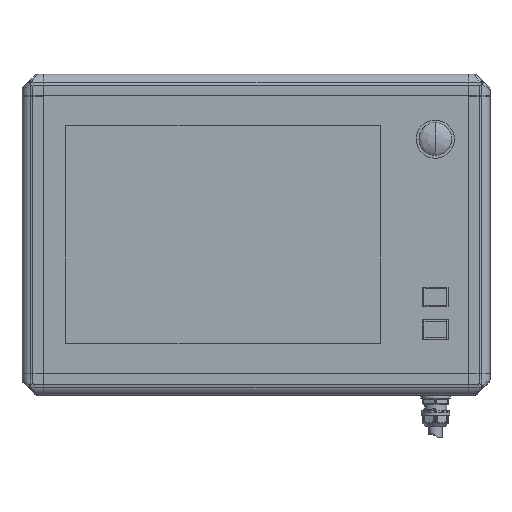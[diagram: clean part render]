
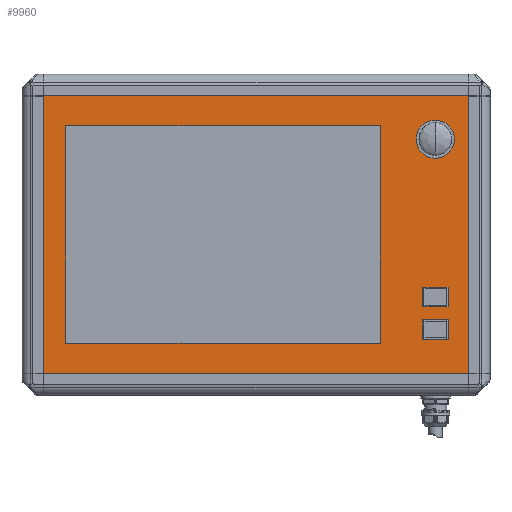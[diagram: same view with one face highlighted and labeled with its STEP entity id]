
A CAD part, top view. The second image highlights one B-rep face of the part: STEP entity #9960.
In plain terms, the highlighted planar face has unit normal (0, 0, 1).
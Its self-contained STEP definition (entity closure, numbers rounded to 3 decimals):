
#226 = CIRCLE ( 'NONE', #8320, 8.05 ) ;
#593 = EDGE_LOOP ( 'NONE', ( #13594, #19273, #16013, #38315 ) ) ;
#703 = CARTESIAN_POINT ( 'NONE',  ( 172.8, -87.25, 0. ) ) ;
#850 = VERTEX_POINT ( 'NONE', #20327 ) ;
#1378 = VERTEX_POINT ( 'NONE', #52504 ) ;
#1532 = EDGE_CURVE ( 'NONE', #13753, #10830, #42040, .T. ) ;
#1647 = EDGE_CURVE ( 'NONE', #1963, #14312, #38198, .T. ) ;
#1864 = CARTESIAN_POINT ( 'NONE',  ( 156.7, -57.25, 0. ) ) ;
#1963 = VERTEX_POINT ( 'NONE', #15560 ) ;
#2483 = PLANE ( 'NONE',  #11883 ) ;
#2521 = DIRECTION ( 'NONE',  ( 1., 0., 0. ) ) ;
#2579 = AXIS2_PLACEMENT_3D ( 'NONE', #48898, #53367, #48343 ) ;
#4035 = CARTESIAN_POINT ( 'NONE',  ( 195., 127.5, 0. ) ) ;
#4257 = EDGE_LOOP ( 'NONE', ( #46802, #7125, #24314, #30393 ) ) ;
#5588 = VERTEX_POINT ( 'NONE', #25885 ) ;
#6163 = VERTEX_POINT ( 'NONE', #19027 ) ;
#6381 = ORIENTED_EDGE ( 'NONE', *, *, #48115, .F. ) ;
#7125 = ORIENTED_EDGE ( 'NONE', *, *, #30455, .T. ) ;
#8176 = LINE ( 'NONE', #20680, #37449 ) ;
#8320 = AXIS2_PLACEMENT_3D ( 'NONE', #19547, #36293, #44699 ) ;
#8371 = DIRECTION ( 'NONE',  ( 1., 0., 0. ) ) ;
#8437 = ORIENTED_EDGE ( 'NONE', *, *, #13472, .F. ) ;
#8851 = CARTESIAN_POINT ( 'NONE',  ( 172.8, -57.25, 0. ) ) ;
#9325 = DIRECTION ( 'NONE',  ( 0., -1., 0. ) ) ;
#9960 = ADVANCED_FACE ( 'NONE', ( #44920, #19489, #10580, #36534, #23663 ), #2483, .T. ) ;
#10314 = LINE ( 'NONE', #53855, #30643 ) ;
#10580 = FACE_BOUND ( 'NONE', #54486, .T. ) ;
#10621 = CIRCLE ( 'NONE', #2579, 8.05 ) ;
#10830 = VERTEX_POINT ( 'NONE', #35005 ) ;
#11451 = DIRECTION ( 'NONE',  ( 0., 0., 1. ) ) ;
#11883 = AXIS2_PLACEMENT_3D ( 'NONE', #15023, #40161, #27581 ) ;
#12045 = AXIS2_PLACEMENT_3D ( 'NONE', #16274, #41965, #45616 ) ;
#12080 = EDGE_CURVE ( 'NONE', #10830, #49996, #32540, .T. ) ;
#12126 = VERTEX_POINT ( 'NONE', #24632 ) ;
#12416 = ORIENTED_EDGE ( 'NONE', *, *, #45674, .F. ) ;
#13472 = EDGE_CURVE ( 'NONE', #14312, #1378, #21569, .T. ) ;
#13594 = ORIENTED_EDGE ( 'NONE', *, *, #1532, .F. ) ;
#13640 = VECTOR ( 'NONE', #39959, 1000. ) ;
#13753 = VERTEX_POINT ( 'NONE', #30885 ) ;
#13917 = CARTESIAN_POINT ( 'NONE',  ( 164.75, 87.75, 0. ) ) ;
#14210 = VERTEX_POINT ( 'NONE', #32912 ) ;
#14312 = VERTEX_POINT ( 'NONE', #39780 ) ;
#15023 = CARTESIAN_POINT ( 'NONE',  ( -201.75, -134.25, 0. ) ) ;
#15115 = VECTOR ( 'NONE', #37195, 1000. ) ;
#15560 = CARTESIAN_POINT ( 'NONE',  ( -174.75, -99.75, 0. ) ) ;
#15613 = VERTEX_POINT ( 'NONE', #1864 ) ;
#16013 = ORIENTED_EDGE ( 'NONE', *, *, #32270, .F. ) ;
#16274 = CARTESIAN_POINT ( 'NONE',  ( 164.75, 87.75, 0. ) ) ;
#16566 = DIRECTION ( 'NONE',  ( 0., 1., 0. ) ) ;
#18078 = DIRECTION ( 'NONE',  ( 0., 0., 1. ) ) ;
#18838 = AXIS2_PLACEMENT_3D ( 'NONE', #44954, #11451, #2521 ) ;
#18905 = ORIENTED_EDGE ( 'NONE', *, *, #41555, .F. ) ;
#19027 = CARTESIAN_POINT ( 'NONE',  ( -174.75, 100.25, 0. ) ) ;
#19273 = ORIENTED_EDGE ( 'NONE', *, *, #29413, .F. ) ;
#19489 = FACE_BOUND ( 'NONE', #593, .T. ) ;
#19547 = CARTESIAN_POINT ( 'NONE',  ( 164.75, 87.75, 0. ) ) ;
#19872 = LINE ( 'NONE', #36921, #15115 ) ;
#20106 = DIRECTION ( 'NONE',  ( 0., 1., 0. ) ) ;
#20145 = DIRECTION ( 'NONE',  ( 0., -1., 0. ) ) ;
#20327 = CARTESIAN_POINT ( 'NONE',  ( 195., -127.5, 0. ) ) ;
#20392 = ORIENTED_EDGE ( 'NONE', *, *, #43853, .F. ) ;
#20680 = CARTESIAN_POINT ( 'NONE',  ( -174.75, 100.25, 0. ) ) ;
#21359 = EDGE_CURVE ( 'NONE', #850, #24837, #55006, .T. ) ;
#21553 = AXIS2_PLACEMENT_3D ( 'NONE', #13917, #18078, #30954 ) ;
#21569 = LINE ( 'NONE', #50651, #28138 ) ;
#23031 = CARTESIAN_POINT ( 'NONE',  ( 164.75, -87.25, 0. ) ) ;
#23341 = CIRCLE ( 'NONE', #21553, 8.05 ) ;
#23663 = FACE_OUTER_BOUND ( 'NONE', #4257, .T. ) ;
#24314 = ORIENTED_EDGE ( 'NONE', *, *, #48637, .T. ) ;
#24549 = VERTEX_POINT ( 'NONE', #703 ) ;
#24632 = CARTESIAN_POINT ( 'NONE',  ( 156.7, -87.25, 0. ) ) ;
#24837 = VERTEX_POINT ( 'NONE', #4035 ) ;
#25685 = CIRCLE ( 'NONE', #47004, 8.05 ) ;
#25885 = CARTESIAN_POINT ( 'NONE',  ( -195., -127.5, 0. ) ) ;
#26285 = CIRCLE ( 'NONE', #28980, 8.05 ) ;
#27028 = DIRECTION ( 'NONE',  ( -1., 0., 0. ) ) ;
#27226 = DIRECTION ( 'NONE',  ( 0., 0., 1. ) ) ;
#27581 = DIRECTION ( 'NONE',  ( 1., 0., 0. ) ) ;
#28138 = VECTOR ( 'NONE', #16566, 1000. ) ;
#28246 = CIRCLE ( 'NONE', #44341, 8.05 ) ;
#28328 = DIRECTION ( 'NONE',  ( 0., 0., 1. ) ) ;
#28980 = AXIS2_PLACEMENT_3D ( 'NONE', #23031, #27226, #53776 ) ;
#29413 = EDGE_CURVE ( 'NONE', #38936, #13753, #23341, .T. ) ;
#30393 = ORIENTED_EDGE ( 'NONE', *, *, #48917, .T. ) ;
#30455 = EDGE_CURVE ( 'NONE', #24837, #14210, #42843, .T. ) ;
#30643 = VECTOR ( 'NONE', #27028, 1000. ) ;
#30885 = CARTESIAN_POINT ( 'NONE',  ( 166.297, 95.65, 0. ) ) ;
#30950 = VECTOR ( 'NONE', #20106, 1000. ) ;
#30954 = DIRECTION ( 'NONE',  ( 1., 0., 0. ) ) ;
#30967 = EDGE_LOOP ( 'NONE', ( #18905, #20392 ) ) ;
#31041 = CARTESIAN_POINT ( 'NONE',  ( -201.75, 127.5, 0. ) ) ;
#32270 = EDGE_CURVE ( 'NONE', #49996, #38936, #226, .T. ) ;
#32390 = VERTEX_POINT ( 'NONE', #8851 ) ;
#32540 = CIRCLE ( 'NONE', #12045, 8.05 ) ;
#32912 = CARTESIAN_POINT ( 'NONE',  ( -195., 127.5, 0. ) ) ;
#33223 = CARTESIAN_POINT ( 'NONE',  ( 195., -134.25, 0. ) ) ;
#33665 = EDGE_CURVE ( 'NONE', #1378, #6163, #10314, .T. ) ;
#34338 = ORIENTED_EDGE ( 'NONE', *, *, #1647, .F. ) ;
#35005 = CARTESIAN_POINT ( 'NONE',  ( 163.203, 95.65, 0. ) ) ;
#35143 = ORIENTED_EDGE ( 'NONE', *, *, #33665, .F. ) ;
#35781 = VECTOR ( 'NONE', #8371, 1000. ) ;
#36234 = CARTESIAN_POINT ( 'NONE',  ( 156.7, 87.75, 0. ) ) ;
#36293 = DIRECTION ( 'NONE',  ( 0., 0., 1. ) ) ;
#36534 = FACE_BOUND ( 'NONE', #30967, .T. ) ;
#36759 = CARTESIAN_POINT ( 'NONE',  ( 172.8, 87.75, 0. ) ) ;
#36921 = CARTESIAN_POINT ( 'NONE',  ( -201.75, -127.5, 0. ) ) ;
#37195 = DIRECTION ( 'NONE',  ( 1., 0., 0. ) ) ;
#37358 = EDGE_LOOP ( 'NONE', ( #51024, #35143, #8437, #34338 ) ) ;
#37449 = VECTOR ( 'NONE', #20145, 1000. ) ;
#38198 = LINE ( 'NONE', #55234, #35781 ) ;
#38315 = ORIENTED_EDGE ( 'NONE', *, *, #12080, .F. ) ;
#38936 = VERTEX_POINT ( 'NONE', #36759 ) ;
#39780 = CARTESIAN_POINT ( 'NONE',  ( 114.25, -99.75, 0. ) ) ;
#39959 = DIRECTION ( 'NONE',  ( -1., 0., 0. ) ) ;
#40161 = DIRECTION ( 'NONE',  ( 0., 0., 1. ) ) ;
#41186 = CARTESIAN_POINT ( 'NONE',  ( 164.75, -87.25, 0. ) ) ;
#41555 = EDGE_CURVE ( 'NONE', #24549, #12126, #26285, .T. ) ;
#41965 = DIRECTION ( 'NONE',  ( 0., 0., 1. ) ) ;
#42040 = CIRCLE ( 'NONE', #18838, 1.55 ) ;
#42843 = LINE ( 'NONE', #31041, #13640 ) ;
#43087 = CARTESIAN_POINT ( 'NONE',  ( -195., -134.25, 0. ) ) ;
#43116 = CARTESIAN_POINT ( 'NONE',  ( 164.75, -57.25, 0. ) ) ;
#43853 = EDGE_CURVE ( 'NONE', #12126, #24549, #28246, .T. ) ;
#44242 = DIRECTION ( 'NONE',  ( 0., 0., 1. ) ) ;
#44341 = AXIS2_PLACEMENT_3D ( 'NONE', #41186, #28328, #49582 ) ;
#44699 = DIRECTION ( 'NONE',  ( 1., 0., 0. ) ) ;
#44920 = FACE_BOUND ( 'NONE', #37358, .T. ) ;
#44954 = CARTESIAN_POINT ( 'NONE',  ( 164.75, 95.55, 0. ) ) ;
#45616 = DIRECTION ( 'NONE',  ( 1., 0., 0. ) ) ;
#45674 = EDGE_CURVE ( 'NONE', #15613, #32390, #25685, .T. ) ;
#46802 = ORIENTED_EDGE ( 'NONE', *, *, #21359, .T. ) ;
#47004 = AXIS2_PLACEMENT_3D ( 'NONE', #43116, #44242, #48701 ) ;
#48115 = EDGE_CURVE ( 'NONE', #32390, #15613, #10621, .T. ) ;
#48343 = DIRECTION ( 'NONE',  ( 1., 0., 0. ) ) ;
#48637 = EDGE_CURVE ( 'NONE', #14210, #5588, #52314, .T. ) ;
#48701 = DIRECTION ( 'NONE',  ( 1., 0., 0. ) ) ;
#48898 = CARTESIAN_POINT ( 'NONE',  ( 164.75, -57.25, 0. ) ) ;
#48909 = EDGE_CURVE ( 'NONE', #6163, #1963, #8176, .T. ) ;
#48917 = EDGE_CURVE ( 'NONE', #5588, #850, #19872, .T. ) ;
#49582 = DIRECTION ( 'NONE',  ( 1., 0., 0. ) ) ;
#49996 = VERTEX_POINT ( 'NONE', #36234 ) ;
#50651 = CARTESIAN_POINT ( 'NONE',  ( 114.25, 100.25, 0. ) ) ;
#51024 = ORIENTED_EDGE ( 'NONE', *, *, #48909, .F. ) ;
#52314 = LINE ( 'NONE', #43087, #55199 ) ;
#52504 = CARTESIAN_POINT ( 'NONE',  ( 114.25, 100.25, 0. ) ) ;
#53367 = DIRECTION ( 'NONE',  ( 0., 0., 1. ) ) ;
#53776 = DIRECTION ( 'NONE',  ( 1., 0., 0. ) ) ;
#53855 = CARTESIAN_POINT ( 'NONE',  ( -174.75, 100.25, 0. ) ) ;
#54486 = EDGE_LOOP ( 'NONE', ( #6381, #12416 ) ) ;
#55006 = LINE ( 'NONE', #33223, #30950 ) ;
#55199 = VECTOR ( 'NONE', #9325, 1000. ) ;
#55234 = CARTESIAN_POINT ( 'NONE',  ( -174.75, -99.75, 0. ) ) ;
